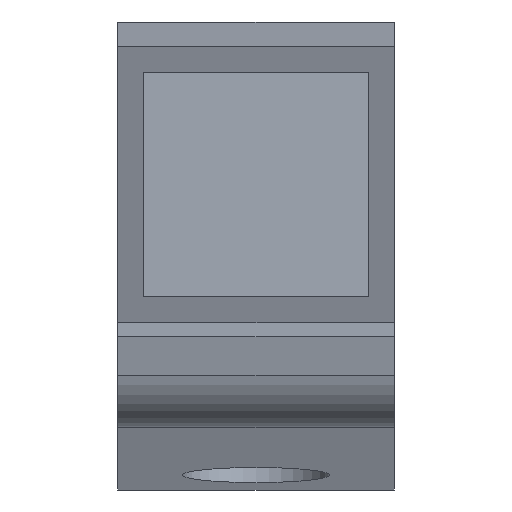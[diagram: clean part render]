
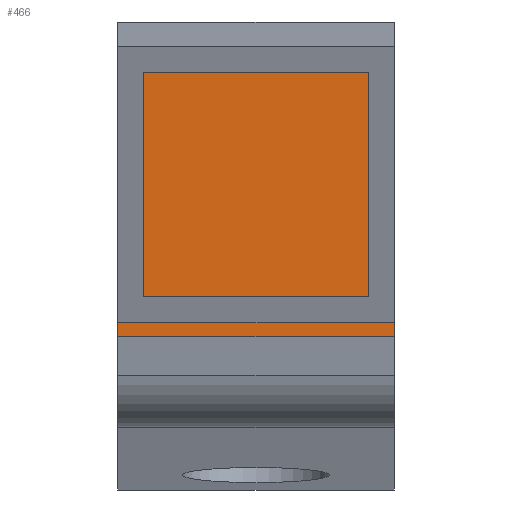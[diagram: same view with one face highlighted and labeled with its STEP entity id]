
A CAD part, left-side view. The second image highlights one B-rep face of the part: STEP entity #466.
In plain terms, the highlighted planar face has unit normal (-1, 0, 0).
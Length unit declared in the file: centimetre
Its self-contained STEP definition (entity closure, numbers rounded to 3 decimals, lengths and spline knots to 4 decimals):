
#53=LINE('',#725,#103);
#55=LINE('',#729,#105);
#56=LINE('',#731,#106);
#57=LINE('',#732,#107);
#103=VECTOR('',#597,1.);
#105=VECTOR('',#601,1.);
#106=VECTOR('',#602,1.);
#107=VECTOR('',#603,1.);
#133=PLANE('',#502);
#168=FACE_OUTER_BOUND('',#203,.T.);
#203=EDGE_LOOP('',(#399,#400,#401,#402));
#252=VERTEX_POINT('',#722);
#253=VERTEX_POINT('',#724);
#254=VERTEX_POINT('',#728);
#255=VERTEX_POINT('',#730);
#305=EDGE_CURVE('',#253,#252,#53,.T.);
#307=EDGE_CURVE('',#252,#254,#55,.T.);
#308=EDGE_CURVE('',#255,#254,#56,.T.);
#309=EDGE_CURVE('',#253,#255,#57,.T.);
#399=ORIENTED_EDGE('',*,*,#307,.T.);
#400=ORIENTED_EDGE('',*,*,#308,.F.);
#401=ORIENTED_EDGE('',*,*,#309,.F.);
#402=ORIENTED_EDGE('',*,*,#305,.T.);
#466=ADVANCED_FACE('',(#168),#133,.T.);
#502=AXIS2_PLACEMENT_3D('',#727,#599,#600);
#597=DIRECTION('',(0.,1.,0.));
#599=DIRECTION('center_axis',(-1.,0.,0.));
#600=DIRECTION('ref_axis',(0.,0.,1.));
#601=DIRECTION('',(0.,0.,-1.));
#602=DIRECTION('',(0.,1.,0.));
#603=DIRECTION('',(0.,0.,-1.));
#722=CARTESIAN_POINT('',(20.1613,5.08,5.08));
#724=CARTESIAN_POINT('',(20.1613,0.,5.08));
#725=CARTESIAN_POINT('',(20.1613,0.,5.08));
#727=CARTESIAN_POINT('Origin',(20.1613,0.,-0.254));
#728=CARTESIAN_POINT('',(20.1613,5.08,-0.254));
#729=CARTESIAN_POINT('',(20.1613,5.08,0.4871));
#730=CARTESIAN_POINT('',(20.1613,0.,-0.254));
#731=CARTESIAN_POINT('',(20.1613,0.,-0.254));
#732=CARTESIAN_POINT('',(20.1613,0.,5.08));
